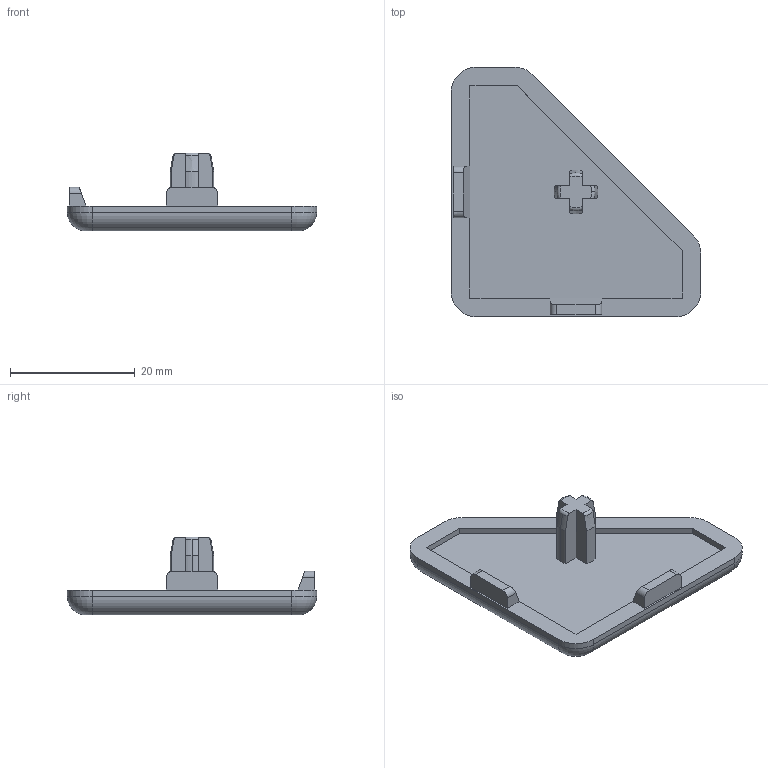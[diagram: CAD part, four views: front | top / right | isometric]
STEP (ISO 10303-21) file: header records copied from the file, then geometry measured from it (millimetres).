
FILE_DESCRIPTION (( 'STEP AP214' ), '1' );
FILE_NAME ('091048.STEP', '2013-12-05T09:32:07', ( '' ), ( '' ), 'SwSTEP 2.0', 'SolidWorks 2012', '' );
FILE_SCHEMA (( 'AUTOMOTIVE_DESIGN' ));
Length unit declared in the file: millimetre
Products named in the file (1): 091048
Bounding box: 40 x 40 x 12.5 mm (x, y, z)
Volume: 4026.2 mm3; surface area: 3225 mm2
Topology: 1 solids, 1 shells, 66 faces, 171 edges, 109 vertices
Faces by surface type: plane 32, cylinder 19, torus 10, cone 5
Entity records: 2072 total; most frequent: CARTESIAN_POINT 423, ORIENTED_EDGE 342, DIRECTION 336, EDGE_CURVE 171, AXIS2_PLACEMENT_3D 118, VERTEX_POINT 109, VECTOR 100, LINE 100
